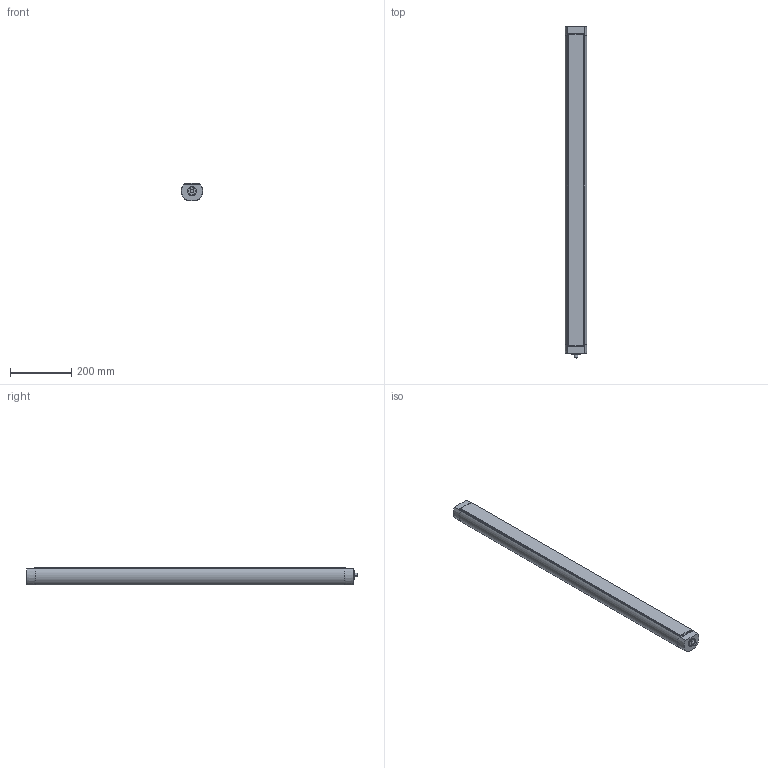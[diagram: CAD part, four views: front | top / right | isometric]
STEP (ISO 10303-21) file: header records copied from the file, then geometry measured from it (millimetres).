
FILE_DESCRIPTION(('Creo Elements/Direct Modeling STEP Export'),'2;1');
FILE_NAME('model.stp','2019-10-23T13:40:07',(''),(''),'Creo Elements/Direct Modeling STEP processor for AP214 (Solid Model)','Creo Elements/Direct Modeling 20.1A 29-Sep-2018 (C) Parametric Technology GmbH','');
FILE_SCHEMA(('AUTOMOTIVE_DESIGN { 1 0 10303 214 1 1 1 1 }'));
Length unit declared in the file: millimetre
Products named in the file (2): PLD_M_260_W_75_95_1070_D70-select
Assembly tree (1 placements, depth 2):
  PLD_M_260_W_75_95_1070_D70-select
    PLD_M_260_W_75_95_1070_D70-select
Bounding box: 70 x 1082.95 x 58.5 mm (x, y, z)
Volume: 3728315.6 mm3; surface area: 242255.7 mm2
Topology: 1 solids, 1 shells, 47 faces, 112 edges, 72 vertices
Faces by surface type: plane 29, cylinder 14, cone 4
Entity records: 1757 total; most frequent: CARTESIAN_POINT 255, ORIENTED_EDGE 224, DIRECTION 222, EDGE_CURVE 112, AXIS2_PLACEMENT_3D 75, VECTOR 72, LINE 72, VERTEX_POINT 72
